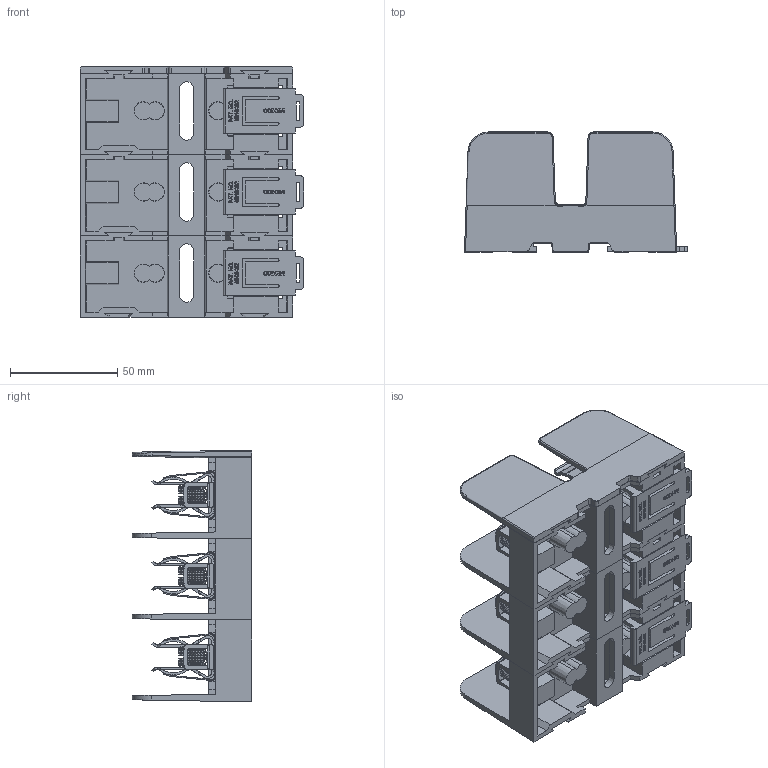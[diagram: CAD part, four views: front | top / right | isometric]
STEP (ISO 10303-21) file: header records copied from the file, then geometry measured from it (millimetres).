
FILE_DESCRIPTION (( 'STEP AP214' ), '1' );
FILE_NAME ('700071revA.STEP', '2017-07-26T12:57:46', ( '' ), ( '' ), 'SwSTEP 2.0', 'SolidWorks 2016', '' );
FILE_SCHEMA (( 'AUTOMOTIVE_DESIGN' ));
Length unit declared in the file: inch
Products named in the file (1): 700071revA
Bounding box: 104.14 x 55.88 x 116.79 mm (x, y, z)
Volume: 146413.7 mm3; surface area: 151218.5 mm2
Topology: 37 solids, 37 shells, 3395 faces, 9423 edges, 6208 vertices
Faces by surface type: plane 1719, cylinder 953, cone 555, sphere 108, bspline 34, torus 26
Entity records: 166398 total; most frequent: CARTESIAN_POINT 38379, ORIENTED_EDGE 18578, DIRECTION 16178, EDGE_CURVE 9289, VERTEX_POINT 6124, LINE 5490, VECTOR 5490, AXIS2_PLACEMENT_3D 5344
